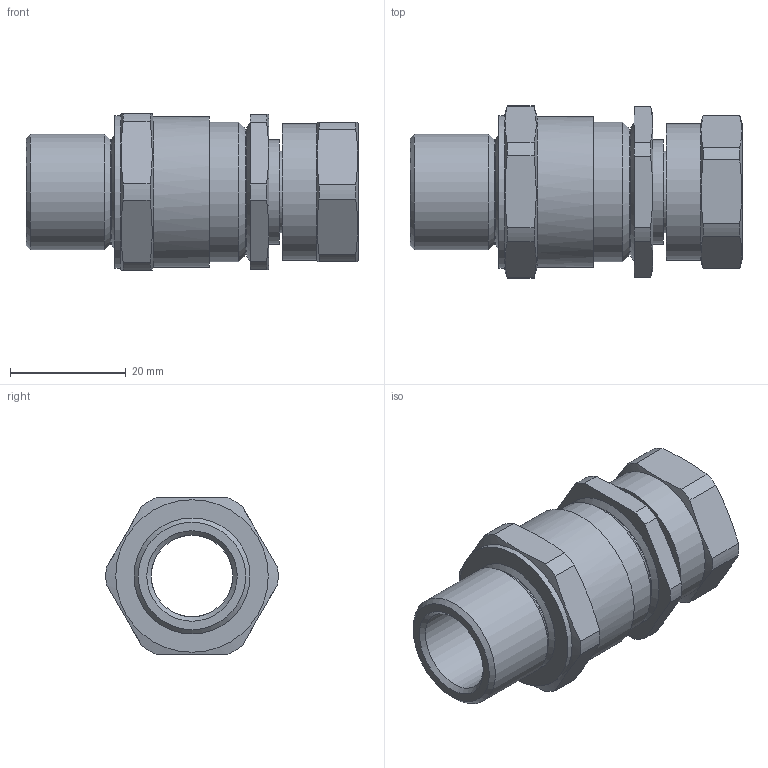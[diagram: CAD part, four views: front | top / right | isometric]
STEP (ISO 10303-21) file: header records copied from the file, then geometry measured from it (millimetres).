
FILE_DESCRIPTION (( 'STEP AP203' ), '1' );
FILE_NAME ('20A2FRC1RA.STEP', '2017-10-04T13:44:39', ( '' ), ( '' ), 'SwSTEP 2.0', 'SolidWorks 2017', '' );
FILE_SCHEMA (( 'CONFIG_CONTROL_DESIGN' ));
Length unit declared in the file: millimetre
Products named in the file (1): 20A2FRC1RA
Bounding box: 57.25 x 29.69 x 27 mm (x, y, z)
Surface area: 9083.4 mm2 (no closed solid volume)
Topology: 0 solids, 4 shells, 74 faces, 185 edges, 119 vertices
Faces by surface type: cylinder 29, plane 26, cone 19
Full cylindrical faces by diameter (mm): 14 x1, 14.1 x1, 17.971 x1, 18 x2, 20 x1, 21.718 x1, 23.5 x1, 24 x1, 26 x1, 26.3 x1
Entity records: 2192 total; most frequent: CARTESIAN_POINT 499, DIRECTION 342, ORIENTED_EDGE 298, EDGE_CURVE 153, AXIS2_PLACEMENT_3D 150, VERTEX_POINT 111, EDGE_LOOP 106, FACE_OUTER_BOUND 85
